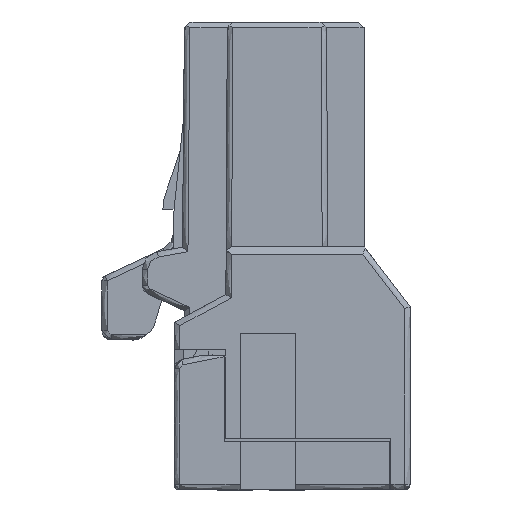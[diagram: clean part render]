
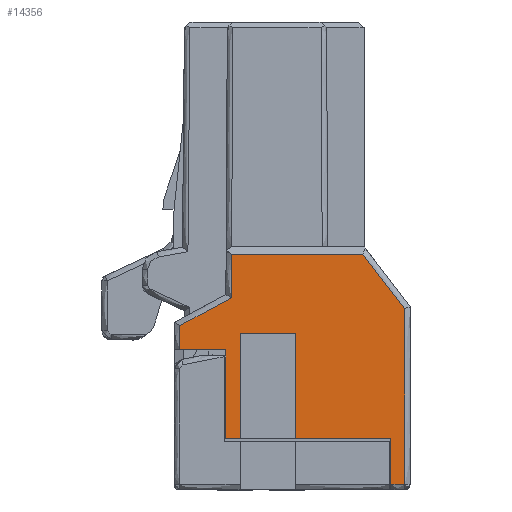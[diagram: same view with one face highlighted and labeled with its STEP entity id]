
A CAD part, left-side view. The second image highlights one B-rep face of the part: STEP entity #14356.
In plain terms, the highlighted free-form (B-spline) face has degree [1, 1] with [2, 2] control points.
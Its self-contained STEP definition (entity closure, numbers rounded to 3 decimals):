
#7379=CARTESIAN_POINT('',(-37.25,-6.97,-15.));
#7380=VERTEX_POINT('',#7379);
#7390=CARTESIAN_POINT('',(-37.25,-6.97,-5.452));
#7391=VERTEX_POINT('',#7390);
#7402=CARTESIAN_POINT('',(-37.25,-6.97,-5.452));
#7403=CARTESIAN_POINT('',(-37.25,-6.97,-15.));
#7404=B_SPLINE_CURVE_WITH_KNOTS('',1,(#7402,#7403),.POLYLINE_FORM.,.F.,.U.,(2,2),(0.,1.),.UNSPECIFIED.);
#7405=EDGE_CURVE('',#7391,#7380,#7404,.T.);
#9897=CARTESIAN_POINT('',(-37.25,-4.697,-2.5));
#9898=VERTEX_POINT('',#9897);
#9930=CARTESIAN_POINT('',(-37.25,2.419,-2.5));
#9931=VERTEX_POINT('',#9930);
#9941=CARTESIAN_POINT('',(-37.25,2.419,-2.5));
#9942=CARTESIAN_POINT('',(-37.25,-4.697,-2.5));
#9943=B_SPLINE_CURVE_WITH_KNOTS('',1,(#9941,#9942),.POLYLINE_FORM.,.F.,.U.,(2,2),(0.399,0.603),.UNSPECIFIED.);
#9944=EDGE_CURVE('',#9931,#9898,#9943,.T.);
#10778=CARTESIAN_POINT('',(-37.25,-4.697,-2.5));
#10779=CARTESIAN_POINT('',(-37.25,-6.97,-5.452));
#10780=B_SPLINE_CURVE_WITH_KNOTS('',1,(#10778,#10779),.POLYLINE_FORM.,.F.,.U.,(2,2),(0.,1.),.UNSPECIFIED.);
#10781=EDGE_CURVE('',#9898,#7391,#10780,.T.);
#11841=CARTESIAN_POINT('',(-37.25,-1.04,-12.5));
#11842=VERTEX_POINT('',#11841);
#11843=CARTESIAN_POINT('',(-37.25,-1.04,-6.8));
#11844=VERTEX_POINT('',#11843);
#11845=CARTESIAN_POINT('',(-37.25,-1.04,-12.5));
#11846=CARTESIAN_POINT('',(-37.25,-1.04,-6.8));
#11847=B_SPLINE_CURVE_WITH_KNOTS('',1,(#11845,#11846),.POLYLINE_FORM.,.F.,.U.,(2,2),(0.,1.),.UNSPECIFIED.);
#11848=EDGE_CURVE('',#11842,#11844,#11847,.T.);
#11906=CARTESIAN_POINT('',(-37.25,1.96,-6.8));
#11907=VERTEX_POINT('',#11906);
#11913=CARTESIAN_POINT('',(-37.25,1.96,-12.5));
#11914=VERTEX_POINT('',#11913);
#11915=CARTESIAN_POINT('',(-37.25,1.96,-6.8));
#11916=CARTESIAN_POINT('',(-37.25,1.96,-12.5));
#11917=B_SPLINE_CURVE_WITH_KNOTS('',1,(#11915,#11916),.POLYLINE_FORM.,.F.,.U.,(2,2),(0.,1.),.UNSPECIFIED.);
#11918=EDGE_CURVE('',#11907,#11914,#11917,.T.);
#11935=CARTESIAN_POINT('',(-37.25,-1.04,-6.8));
#11936=CARTESIAN_POINT('',(-37.25,1.96,-6.8));
#11937=B_SPLINE_CURVE_WITH_KNOTS('',1,(#11935,#11936),.POLYLINE_FORM.,.F.,.U.,(2,2),(0.,1.),.UNSPECIFIED.);
#11938=EDGE_CURVE('',#11844,#11907,#11937,.T.);
#11963=CARTESIAN_POINT('',(-37.25,-6.22,-15.));
#11964=VERTEX_POINT('',#11963);
#11965=CARTESIAN_POINT('',(-37.25,-6.97,-15.));
#11966=CARTESIAN_POINT('',(-37.25,-6.22,-15.));
#11967=B_SPLINE_CURVE_WITH_KNOTS('',1,(#11965,#11966),.POLYLINE_FORM.,.F.,.U.,(2,2),(0.,1.),.UNSPECIFIED.);
#11968=EDGE_CURVE('',#7380,#11964,#11967,.T.);
#14289=CARTESIAN_POINT('',(-37.25,5.23,-15.));
#14290=CARTESIAN_POINT('',(-37.25,5.23,-2.5));
#14291=CARTESIAN_POINT('',(-37.25,-6.97,-15.));
#14292=CARTESIAN_POINT('',(-37.25,-6.97,-2.5));
#14293=B_SPLINE_SURFACE_WITH_KNOTS('',1,1,((#14289,#14290),(#14291,#14292)),.PLANE_SURF.,.F.,.F.,.U.,(2,2),(2,2),(0.,1.),(0.,1.),.UNSPECIFIED.);
#14294=CARTESIAN_POINT('',(-37.25,5.23,-6.379));
#14295=VERTEX_POINT('',#14294);
#14296=CARTESIAN_POINT('',(-37.25,5.23,-7.7));
#14297=VERTEX_POINT('',#14296);
#14298=CARTESIAN_POINT('',(-37.25,5.23,-6.379));
#14299=CARTESIAN_POINT('',(-37.25,5.23,-7.7));
#14300=B_SPLINE_CURVE_WITH_KNOTS('',1,(#14298,#14299),.POLYLINE_FORM.,.F.,.U.,(2,2),(0.,0.795),.UNSPECIFIED.);
#14301=EDGE_CURVE('',#14295,#14297,#14300,.T.);
#14302=ORIENTED_EDGE('',*,*,#14301,.T.);
#14303=CARTESIAN_POINT('',(-37.25,2.73,-7.7));
#14304=VERTEX_POINT('',#14303);
#14305=CARTESIAN_POINT('',(-37.25,5.23,-7.7));
#14306=CARTESIAN_POINT('',(-37.25,2.73,-7.7));
#14307=B_SPLINE_CURVE_WITH_KNOTS('',1,(#14305,#14306),.POLYLINE_FORM.,.F.,.U.,(2,2),(0.,1.),.UNSPECIFIED.);
#14308=EDGE_CURVE('',#14297,#14304,#14307,.T.);
#14309=ORIENTED_EDGE('',*,*,#14308,.T.);
#14310=CARTESIAN_POINT('',(-37.25,2.73,-12.5));
#14311=VERTEX_POINT('',#14310);
#14312=CARTESIAN_POINT('',(-37.25,2.73,-7.7));
#14313=CARTESIAN_POINT('',(-37.25,2.73,-12.5));
#14314=B_SPLINE_CURVE_WITH_KNOTS('',1,(#14312,#14313),.POLYLINE_FORM.,.F.,.U.,(2,2),(0.52,1.),.UNSPECIFIED.);
#14315=EDGE_CURVE('',#14304,#14311,#14314,.T.);
#14316=ORIENTED_EDGE('',*,*,#14315,.T.);
#14317=CARTESIAN_POINT('',(-37.25,1.96,-12.5));
#14318=CARTESIAN_POINT('',(-37.25,2.73,-12.5));
#14319=B_SPLINE_CURVE_WITH_KNOTS('',1,(#14317,#14318),.POLYLINE_FORM.,.F.,.U.,(2,2),(0.,1.),.UNSPECIFIED.);
#14320=EDGE_CURVE('',#11914,#14311,#14319,.T.);
#14321=ORIENTED_EDGE('',*,*,#14320,.F.);
#14322=ORIENTED_EDGE('',*,*,#11918,.F.);
#14323=ORIENTED_EDGE('',*,*,#11938,.F.);
#14324=ORIENTED_EDGE('',*,*,#11848,.F.);
#14325=CARTESIAN_POINT('',(-37.25,-6.22,-12.5));
#14326=VERTEX_POINT('',#14325);
#14327=CARTESIAN_POINT('',(-37.25,-6.22,-12.5));
#14328=CARTESIAN_POINT('',(-37.25,-1.04,-12.5));
#14329=B_SPLINE_CURVE_WITH_KNOTS('',1,(#14327,#14328),.POLYLINE_FORM.,.F.,.U.,(2,2),(0.,1.),.UNSPECIFIED.);
#14330=EDGE_CURVE('',#14326,#11842,#14329,.T.);
#14331=ORIENTED_EDGE('',*,*,#14330,.F.);
#14332=CARTESIAN_POINT('',(-37.25,-6.22,-15.));
#14333=CARTESIAN_POINT('',(-37.25,-6.22,-12.5));
#14334=B_SPLINE_CURVE_WITH_KNOTS('',1,(#14332,#14333),.POLYLINE_FORM.,.F.,.U.,(2,2),(0.,1.),.UNSPECIFIED.);
#14335=EDGE_CURVE('',#11964,#14326,#14334,.T.);
#14336=ORIENTED_EDGE('',*,*,#14335,.F.);
#14337=ORIENTED_EDGE('',*,*,#11968,.F.);
#14338=ORIENTED_EDGE('',*,*,#7405,.F.);
#14339=ORIENTED_EDGE('',*,*,#10781,.F.);
#14340=ORIENTED_EDGE('',*,*,#9944,.F.);
#14341=CARTESIAN_POINT('',(-37.25,2.431,-4.874));
#14342=VERTEX_POINT('',#14341);
#14343=CARTESIAN_POINT('',(-37.25,2.419,-2.5));
#14344=CARTESIAN_POINT('',(-37.25,2.431,-4.874));
#14345=B_SPLINE_CURVE_WITH_KNOTS('',1,(#14343,#14344),.POLYLINE_FORM.,.F.,.U.,(2,2),(0.525,0.615),.UNSPECIFIED.);
#14346=EDGE_CURVE('',#9931,#14342,#14345,.T.);
#14347=ORIENTED_EDGE('',*,*,#14346,.T.);
#14348=CARTESIAN_POINT('',(-37.25,2.431,-4.874));
#14349=CARTESIAN_POINT('',(-37.25,3.83,-5.627));
#14350=CARTESIAN_POINT('',(-37.25,5.23,-6.379));
#14351=B_SPLINE_CURVE_WITH_KNOTS('',2,(#14348,#14349,#14350),.UNSPECIFIED.,.F.,.U.,(3,3),(0.,1.12),.UNSPECIFIED.);
#14352=EDGE_CURVE('',#14342,#14295,#14351,.T.);
#14353=ORIENTED_EDGE('',*,*,#14352,.T.);
#14354=EDGE_LOOP('',(#14302,#14309,#14316,#14321,#14322,#14323,#14324,#14331,#14336,#14337,#14338,#14339,#14340,#14347,#14353));
#14355=FACE_OUTER_BOUND('',#14354,.T.);
#14356=ADVANCED_FACE('',(#14355),#14293,.T.);
